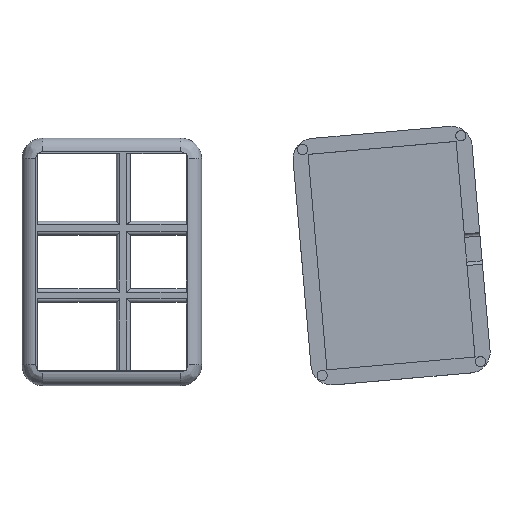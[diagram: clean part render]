
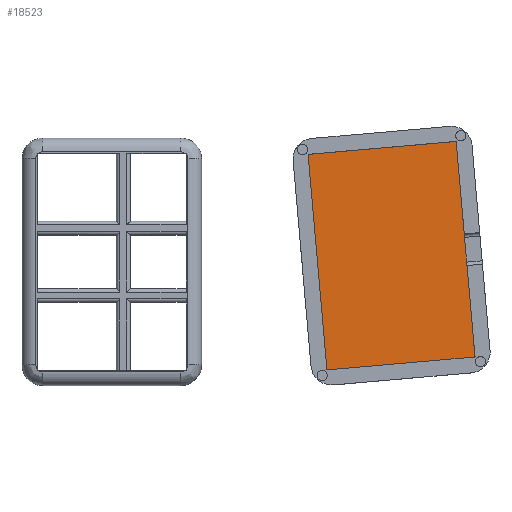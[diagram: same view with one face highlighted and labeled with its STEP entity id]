
A CAD part, top view. The second image highlights one B-rep face of the part: STEP entity #18523.
In plain terms, the highlighted planar face has unit normal (0, 0, 1).
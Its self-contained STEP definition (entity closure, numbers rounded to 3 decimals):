
#1105=PLANE('',#19075);
#3176=FACE_OUTER_BOUND('',#4209,.T.);
#4209=EDGE_LOOP('',(#17479,#17480,#17481,#17482));
#5662=LINE('',#36647,#7141);
#5665=LINE('',#36652,#7144);
#5683=LINE('',#36971,#7162);
#5687=LINE('',#36979,#7166);
#7141=VECTOR('',#21446,10.);
#7144=VECTOR('',#21451,10.);
#7162=VECTOR('',#21593,10.);
#7166=VECTOR('',#21605,10.);
#9098=VERTEX_POINT('',#36644);
#9099=VERTEX_POINT('',#36646);
#9100=VERTEX_POINT('',#36650);
#9127=VERTEX_POINT('',#36969);
#11848=EDGE_CURVE('',#9099,#9098,#5662,.T.);
#11851=EDGE_CURVE('',#9098,#9100,#5665,.T.);
#11907=EDGE_CURVE('',#9100,#9127,#5683,.T.);
#11911=EDGE_CURVE('',#9127,#9099,#5687,.T.);
#17479=ORIENTED_EDGE('',*,*,#11851,.T.);
#17480=ORIENTED_EDGE('',*,*,#11907,.T.);
#17481=ORIENTED_EDGE('',*,*,#11911,.T.);
#17482=ORIENTED_EDGE('',*,*,#11848,.T.);
#18523=ADVANCED_FACE('',(#3176),#1105,.T.);
#19075=AXIS2_PLACEMENT_3D('',#36982,#21609,#21610);
#21446=DIRECTION('',(0.,-1.,0.));
#21451=DIRECTION('',(1.,0.,0.));
#21593=DIRECTION('',(0.,1.,0.));
#21605=DIRECTION('',(-1.,0.,0.));
#21609=DIRECTION('center_axis',(0.,0.,1.));
#21610=DIRECTION('ref_axis',(1.,0.,0.));
#36644=CARTESIAN_POINT('',(-47.944,-13.59,1.));
#36646=CARTESIAN_POINT('',(-47.944,29.574,1.));
#36647=CARTESIAN_POINT('',(-47.944,-13.59,1.));
#36650=CARTESIAN_POINT('',(14.905,-13.59,1.));
#36652=CARTESIAN_POINT('',(14.905,-13.59,1.));
#36969=CARTESIAN_POINT('',(14.905,29.574,1.));
#36971=CARTESIAN_POINT('',(14.905,29.574,1.));
#36979=CARTESIAN_POINT('',(-47.944,29.574,1.));
#36982=CARTESIAN_POINT('Origin',(-16.519,7.992,1.));
